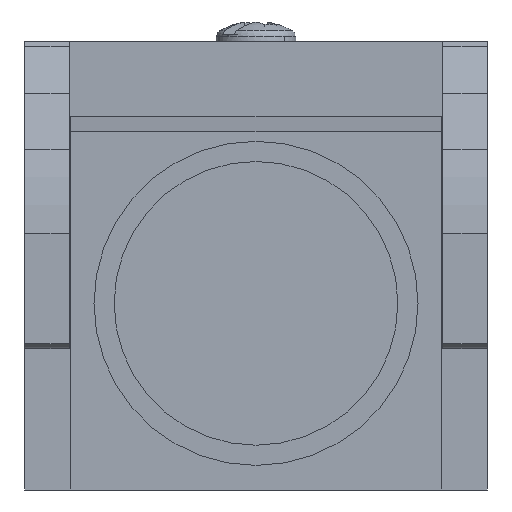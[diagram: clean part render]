
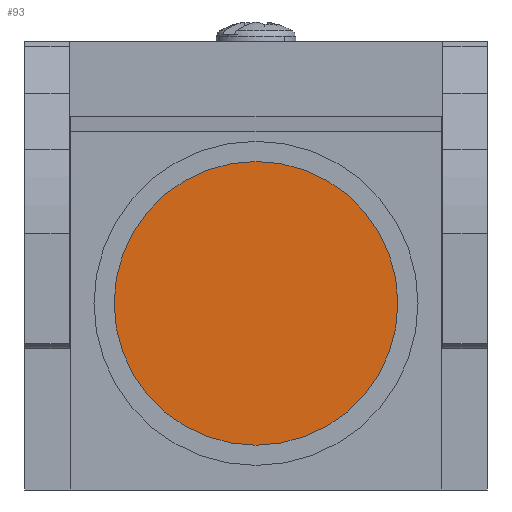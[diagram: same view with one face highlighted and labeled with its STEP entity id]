
A CAD part, front view. The second image highlights one B-rep face of the part: STEP entity #93.
In plain terms, the highlighted planar face has unit normal (0, -1, 0).
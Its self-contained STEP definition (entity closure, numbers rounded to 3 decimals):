
#93=ADVANCED_FACE('',(#307),#308,.F.);
#307=FACE_OUTER_BOUND('',#668,.T.);
#308=PLANE('',#669);
#668=EDGE_LOOP('',(#1270,#1271));
#669=AXIS2_PLACEMENT_3D('',#1272,#1273,#1274);
#1270=ORIENTED_EDGE('',*,*,#2479,.F.);
#1271=ORIENTED_EDGE('',*,*,#2547,.F.);
#1272=CARTESIAN_POINT('',(0.0,-64.0,12.5));
#1273=DIRECTION('',(-0.0,1.0,0.0));
#1274=DIRECTION('',(1.0,0.0,0.0));
#2479=EDGE_CURVE('',#3008,#3011,#3012,.T.);
#2547=EDGE_CURVE('',#3011,#3008,#3123,.T.);
#3008=VERTEX_POINT('',#3997);
#3011=VERTEX_POINT('',#4001);
#3012=CIRCLE('',#4002,9.5);
#3123=CIRCLE('',#4346,9.5);
#3997=CARTESIAN_POINT('',(9.5,-64.0,12.5));
#4001=CARTESIAN_POINT('',(-9.5,-64.0,12.5));
#4002=AXIS2_PLACEMENT_3D('',#5478,#5479,#5480);
#4346=AXIS2_PLACEMENT_3D('',#5586,#5587,#5588);
#5478=CARTESIAN_POINT('',(0.0,-64.0,12.5));
#5479=DIRECTION('',(-0.0,1.0,0.0));
#5480=DIRECTION('',(1.0,0.0,0.0));
#5586=CARTESIAN_POINT('',(0.0,-64.0,12.5));
#5587=DIRECTION('',(-0.0,1.0,0.0));
#5588=DIRECTION('',(1.0,0.0,0.0));
